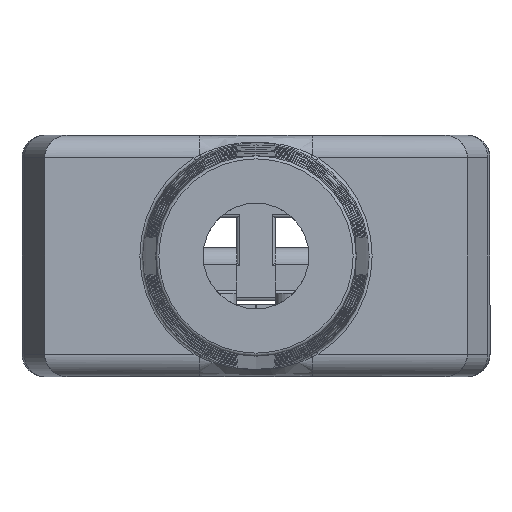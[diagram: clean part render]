
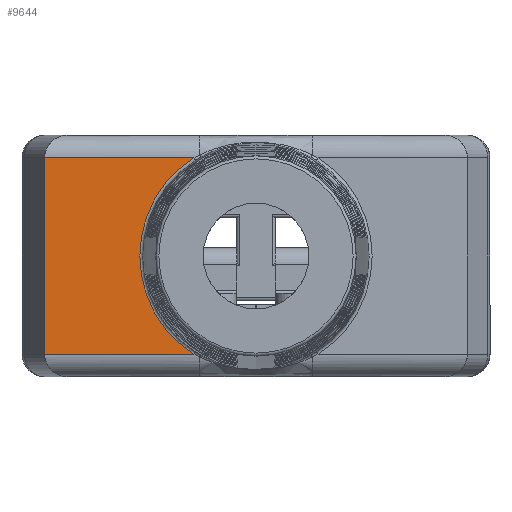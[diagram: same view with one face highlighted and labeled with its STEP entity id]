
A CAD part, left-side view. The second image highlights one B-rep face of the part: STEP entity #9644.
In plain terms, the highlighted planar face has unit normal (-1, 0, 0).
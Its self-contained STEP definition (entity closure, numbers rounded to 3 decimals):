
#773=CIRCLE('',#10290,3.847);
#1201=FACE_OUTER_BOUND('',#1780,.T.);
#1780=EDGE_LOOP('',(#6434,#6435,#6436,#6437));
#2426=LINE('',#14522,#3210);
#2427=LINE('',#14526,#3211);
#2428=LINE('',#14527,#3212);
#3210=VECTOR('',#11448,1000.);
#3211=VECTOR('',#11451,1000.);
#3212=VECTOR('',#11452,1000.);
#3998=VERTEX_POINT('',#14520);
#3999=VERTEX_POINT('',#14521);
#4000=VERTEX_POINT('',#14523);
#4001=VERTEX_POINT('',#14525);
#4932=EDGE_CURVE('',#3998,#3999,#2426,.T.);
#4933=EDGE_CURVE('',#3999,#4000,#773,.T.);
#4934=EDGE_CURVE('',#4000,#4001,#2427,.F.);
#4935=EDGE_CURVE('',#4001,#3998,#2428,.T.);
#6434=ORIENTED_EDGE('',*,*,#4932,.T.);
#6435=ORIENTED_EDGE('',*,*,#4933,.T.);
#6436=ORIENTED_EDGE('',*,*,#4934,.T.);
#6437=ORIENTED_EDGE('',*,*,#4935,.T.);
#9427=PLANE('',#10289);
#9644=ADVANCED_FACE('',(#1201),#9427,.F.);
#10289=AXIS2_PLACEMENT_3D('',#14519,#11446,#11447);
#10290=AXIS2_PLACEMENT_3D('',#14524,#11449,#11450);
#11446=DIRECTION('center_axis',(1.,0.,0.));
#11447=DIRECTION('ref_axis',(0.,0.,-1.));
#11448=DIRECTION('',(0.,-1.,0.));
#11449=DIRECTION('center_axis',(1.,0.,0.));
#11450=DIRECTION('ref_axis',(0.,0.,-1.));
#11451=DIRECTION('',(0.,-1.,0.));
#11452=DIRECTION('',(0.,0.,-1.));
#14519=CARTESIAN_POINT('Origin',(-20.5,7.,4.));
#14520=CARTESIAN_POINT('',(-20.5,7.,-3.25));
#14521=CARTESIAN_POINT('',(-20.5,2.058,-3.25));
#14522=CARTESIAN_POINT('',(-20.5,7.,-3.25));
#14523=CARTESIAN_POINT('',(-20.5,2.058,3.25));
#14524=CARTESIAN_POINT('Origin',(-20.5,0.,0.));
#14525=CARTESIAN_POINT('',(-20.5,7.,3.25));
#14526=CARTESIAN_POINT('',(-20.5,7.,3.25));
#14527=CARTESIAN_POINT('',(-20.5,7.,4.));
